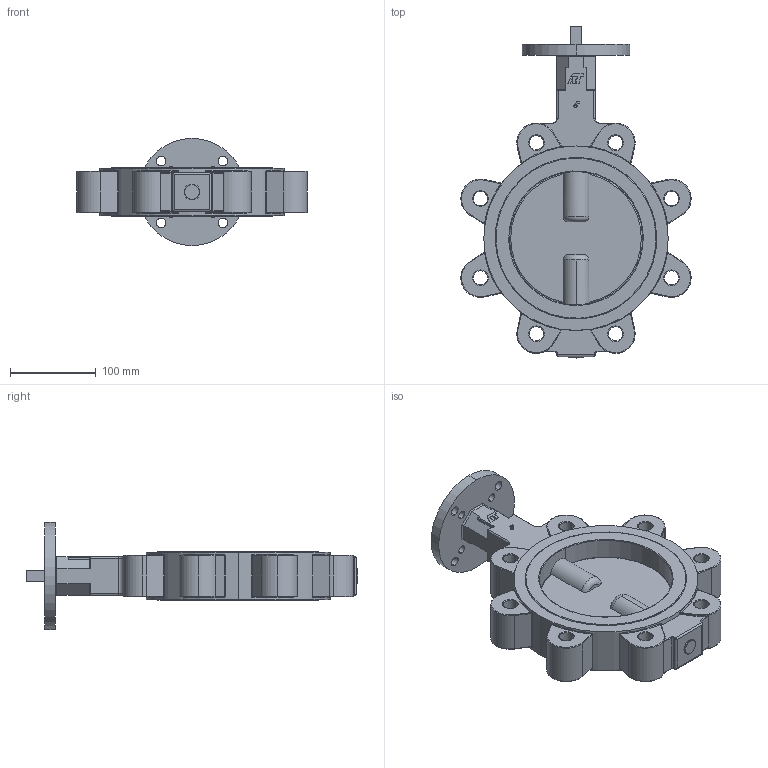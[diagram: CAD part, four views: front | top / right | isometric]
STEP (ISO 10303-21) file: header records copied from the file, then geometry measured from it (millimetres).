
FILE_DESCRIPTION (( 'STEP AP214' ), '1' );
FILE_NAME ('OS-L1-0600-XXX.step', '2019-08-12T18:28:43', ( '' ), ( '' ), 'SwSTEP 2.0', 'SolidWorks 2019', '' );
FILE_SCHEMA (( 'AUTOMOTIVE_DESIGN' ));
Length unit declared in the file: inch
Products named in the file (9): 25185; 25112; 25191; 25123; OS-L1-0600-XXX
Assembly tree (4 placements, depth 2):
  25112
  25191
  25123
  25185
  OS-L1-0600-XXX
    25123
    25191
    25185
    25112
Bounding box: 268.65 x 387.29 x 124.99 mm (x, y, z)
Volume: 2091655.4 mm3; surface area: 333337 mm2
Topology: 5 solids, 6 shells, 451 faces, 1081 edges, 657 vertices
Faces by surface type: cylinder 181, plane 120, torus 103, bspline 45, cone 2
Entity records: 16652 total; most frequent: CARTESIAN_POINT 5693, DIRECTION 2239, ORIENTED_EDGE 2154, EDGE_CURVE 1077, AXIS2_PLACEMENT_3D 905, VERTEX_POINT 657, EDGE_LOOP 508, CIRCLE 491
